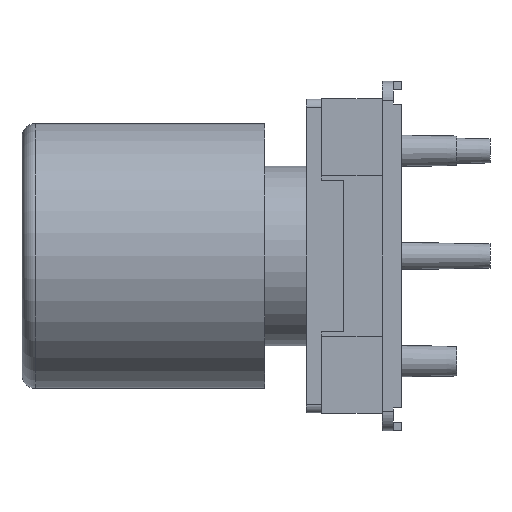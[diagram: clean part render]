
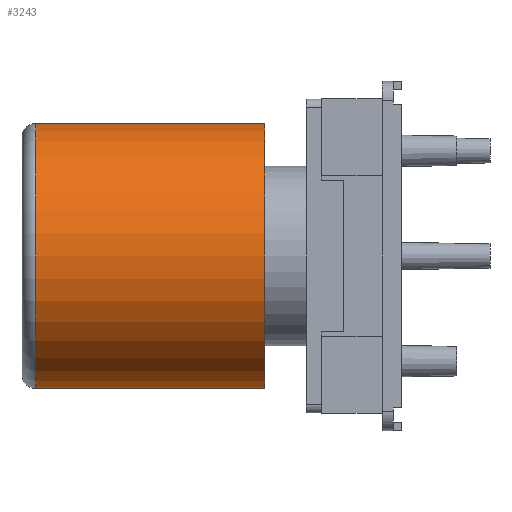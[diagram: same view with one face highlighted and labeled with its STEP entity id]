
A CAD part, left-side view. The second image highlights one B-rep face of the part: STEP entity #3243.
In plain terms, the highlighted cylindrical face has radius 4.8 mm (diameter 9.6 mm), a partial arc.
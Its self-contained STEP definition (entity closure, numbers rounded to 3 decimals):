
#372 = DIRECTION ( 'NONE',  ( 0., 0., -1. ) ) ;
#373 = DIRECTION ( 'NONE',  ( 0., -1., 0. ) ) ;
#374 = CARTESIAN_POINT ( 'NONE',  ( 0., 13.75, 0. ) ) ;
#375 = AXIS2_PLACEMENT_3D ( 'NONE', #374, #373, #372 ) ;
#378 = CYLINDRICAL_SURFACE ( 'NONE', #375, 4.8 ) ;
#379 = FACE_OUTER_BOUND ( 'NONE', #3240, .T. ) ;
#382 = DIRECTION ( 'NONE',  ( 0., 0., 1. ) ) ;
#383 = DIRECTION ( 'NONE',  ( 0., -1., 0. ) ) ;
#384 = CARTESIAN_POINT ( 'NONE',  ( 0., 13.25, 0. ) ) ;
#385 = AXIS2_PLACEMENT_3D ( 'NONE', #384, #383, #382 ) ;
#386 = CIRCLE ( 'NONE', #385, 4.8 ) ;
#431 = DIRECTION ( 'NONE',  ( 0., 0., 1. ) ) ;
#432 = DIRECTION ( 'NONE',  ( 0., 1., 0. ) ) ;
#433 = CARTESIAN_POINT ( 'NONE',  ( 0., 4.95, 0. ) ) ;
#434 = AXIS2_PLACEMENT_3D ( 'NONE', #433, #432, #431 ) ;
#435 = CIRCLE ( 'NONE', #434, 4.8 ) ;
#1366 = VERTEX_POINT ( 'NONE', #2612 ) ;
#1373 = VERTEX_POINT ( 'NONE', #2658 ) ;
#1414 = EDGE_CURVE ( 'NONE', #1366, #1432, #2715, .T. ) ;
#1431 = EDGE_CURVE ( 'NONE', #1373, #1438, #2749, .T. ) ;
#1432 = VERTEX_POINT ( 'NONE', #2745 ) ;
#1438 = VERTEX_POINT ( 'NONE', #2738 ) ;
#2612 = CARTESIAN_POINT ( 'NONE',  ( 0., 13.25, -4.8 ) ) ;
#2658 = CARTESIAN_POINT ( 'NONE',  ( 0., 13.25, 4.8 ) ) ;
#2712 = DIRECTION ( 'NONE',  ( 0., -1., 0. ) ) ;
#2713 = VECTOR ( 'NONE', #2712, 1000. ) ;
#2714 = CARTESIAN_POINT ( 'NONE',  ( 0., 13.75, -4.8 ) ) ;
#2715 = LINE ( 'NONE', #2714, #2713 ) ;
#2738 = CARTESIAN_POINT ( 'NONE',  ( 0., 4.95, 4.8 ) ) ;
#2745 = CARTESIAN_POINT ( 'NONE',  ( 0., 4.95, -4.8 ) ) ;
#2746 = DIRECTION ( 'NONE',  ( 0., -1., 0. ) ) ;
#2747 = VECTOR ( 'NONE', #2746, 1000. ) ;
#2748 = CARTESIAN_POINT ( 'NONE',  ( 0., 13.75, 4.8 ) ) ;
#2749 = LINE ( 'NONE', #2748, #2747 ) ;
#3018 = ORIENTED_EDGE ( 'NONE', *, *, #3253, .T. ) ;
#3231 = ORIENTED_EDGE ( 'NONE', *, *, #1414, .T. ) ;
#3236 = ORIENTED_EDGE ( 'NONE', *, *, #1431, .F. ) ;
#3237 = EDGE_CURVE ( 'NONE', #1373, #1366, #386, .T. ) ;
#3239 = ORIENTED_EDGE ( 'NONE', *, *, #3237, .T. ) ;
#3240 = EDGE_LOOP ( 'NONE', ( #3236, #3239, #3231, #3018 ) ) ;
#3243 = ADVANCED_FACE ( 'NONE', ( #379 ), #378, .T. ) ;
#3253 = EDGE_CURVE ( 'NONE', #1432, #1438, #435, .T. ) ;
